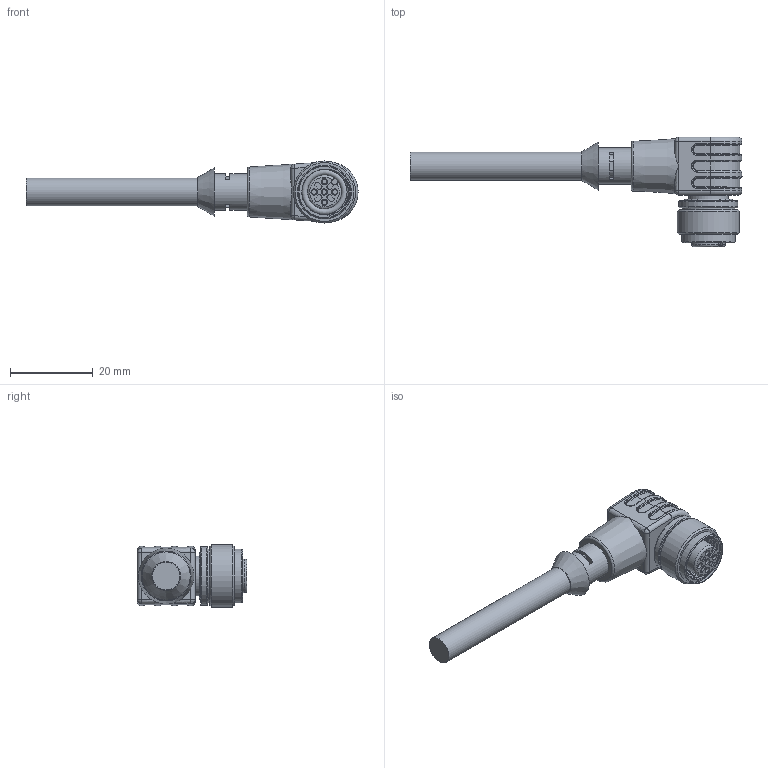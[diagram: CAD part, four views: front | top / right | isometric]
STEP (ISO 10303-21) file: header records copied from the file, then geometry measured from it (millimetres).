
FILE_DESCRIPTION(/* description */ (''),/* implementation_level */ '2;1');
FILE_NAME(/* name */ 'CD_WWAK5.stp',/* time_stamp */ '2015-05-13T08:17:51+02:00',/* author */ (''),/* organization */ (''),/* preprocessor_version */ 'ST-DEVELOPER v14',/* originating_system */ 'SIEMENS PLM Software NX 8.0',/* authorisation */ '');
FILE_SCHEMA (('AP203_CONFIGURATION_CONTROLLED_3D_DESIGN_OF_MECHANICAL_PARTS_AND_ASSEMBLIES_MIM_LF { 1 0 10303 403 2 1 2}'));
Length unit declared in the file: millimetre
Products named in the file (1): CD_WWAK5
Bounding box: 80.18 x 26.5 x 15 mm (x, y, z)
Volume: 7714.8 mm3; surface area: 4305.2 mm2
Topology: 1 solids, 1 shells, 229 faces, 539 edges, 336 vertices
Faces by surface type: cylinder 93, plane 78, bspline 43, torus 7, cone 6, sphere 2
Full cylindrical faces by diameter (mm): 1.15 x5, 1.5 x5, 6.7 x1, 8.8 x1, 9.6 x1, 11.8 x1, 12.25 x1, 12.3 x1, 13 x2, 14.25 x1, 15 x1
Entity records: 11450 total; most frequent: CARTESIAN_POINT 5126, ORIENTED_EDGE 994, DIRECTION 867, EDGE_CURVE 497, AXIS2_PLACEMENT_3D 363, VERTEX_POINT 329, EDGE_LOOP 288, PRESENTATION_STYLE_ASSIGNMENT 230
